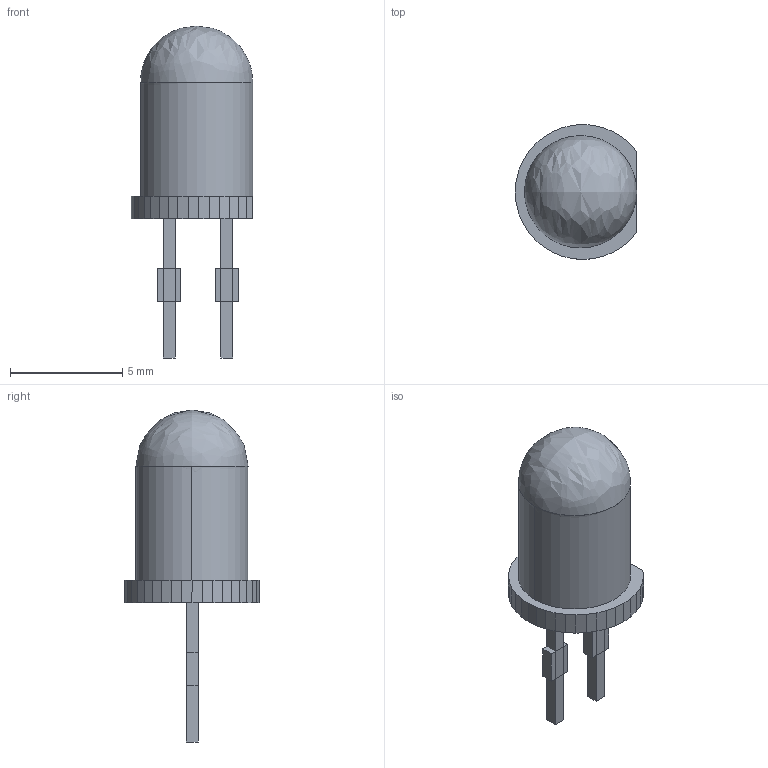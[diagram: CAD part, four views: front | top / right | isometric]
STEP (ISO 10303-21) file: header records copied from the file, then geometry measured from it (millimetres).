
FILE_DESCRIPTION (( 'STEP AP214' ), '1' );
FILE_NAME ('User Library-LEDd5B.STEP', '2010-10-17T03:44:57', ( 'sysAdmin' ), ( 'SolidWorks' ), 'SwSTEP 2.0', 'SolidWorks 2010', '' );
FILE_SCHEMA (( 'AUTOMOTIVE_DESIGN' ));
Length unit declared in the file: millimetre
Products named in the file (17): User Library-LEDd5B_457162064_1; User Library-LEDd5B_Extruded_9; User Library-LEDd5B_Extruded_5; User Library-LEDd5B_Board_1; User Library-LEDd5B_456931712_1; User Library-LEDd5B_Extruded_7; User Library-LEDd5B_457163216_1; User Library-LEDd5B_Sphere_1; User Library-LEDd5B; User Library-LEDd5B_Open CASCADE STEP translator 6.2 185.2_1; User Library-LEDd5B_Extruded_6; User Library-LEDd5B_457162192_1; User Library-LEDd5B_457163344_1; User Library-LEDd5B_Extruded_8; User Library-LEDd5B_457162576_1; User Library-LEDd5B_456931600_1; User Library-LEDd5B_Cylinder_1
Assembly tree (18 placements, depth 4):
  User Library-LEDd5B
    User Library-LEDd5B_Open CASCADE STEP translator 6.2 185.2_1
      User Library-LEDd5B_457162064_1
        User Library-LEDd5B_Extruded_9
      User Library-LEDd5B_456931712_1
        User Library-LEDd5B_Sphere_1
      User Library-LEDd5B_457162576_1  x2
        User Library-LEDd5B_Extruded_6
      User Library-LEDd5B_457163344_1  x2
        User Library-LEDd5B_Extruded_5
      User Library-LEDd5B_457163216_1
        User Library-LEDd5B_Extruded_7
      User Library-LEDd5B_457162192_1
        User Library-LEDd5B_Extruded_8
      User Library-LEDd5B_456931600_1
        User Library-LEDd5B_Cylinder_1
    User Library-LEDd5B_Board_1
Bounding box: 5.42 x 6.02 x 14.8 mm (x, y, z)
Volume: 202 mm3; surface area: 340.4 mm2
Topology: 10 solids, 10 shells, 87 faces, 205 edges, 134 vertices
Faces by surface type: plane 83, bspline 2, cylinder 2
Entity records: 3564 total; most frequent: CARTESIAN_POINT 435, DIRECTION 385, ORIENTED_EDGE 354, EDGE_CURVE 177, LINE 169, VECTOR 169, VERTEX_POINT 118, UNCERTAINTY_MEASURE_WITH_UNIT 108
